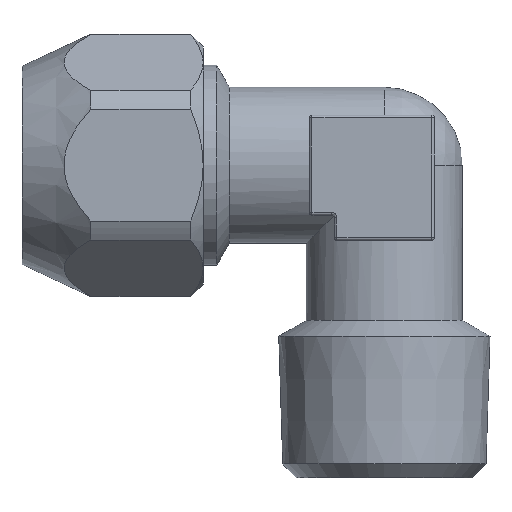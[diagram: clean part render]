
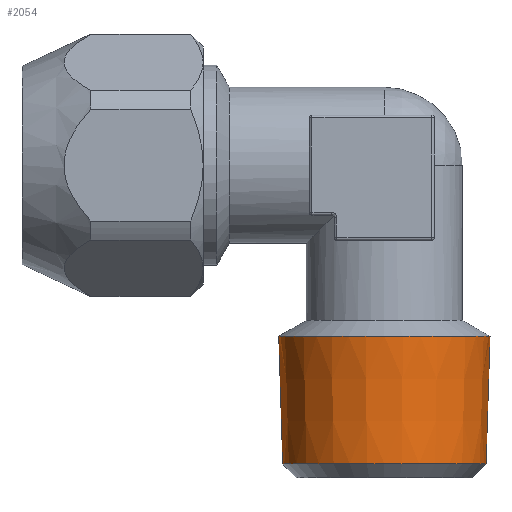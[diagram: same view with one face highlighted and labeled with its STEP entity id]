
A CAD part, top view. The second image highlights one B-rep face of the part: STEP entity #2054.
In plain terms, the highlighted conical face has half-angle 1.78 degrees and reference radius 8.294 mm.
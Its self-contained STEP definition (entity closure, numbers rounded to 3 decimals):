
#384=DIRECTION('',(-0.031,-1.,0.));
#385=VECTOR('',#384,10.221);
#386=CARTESIAN_POINT('',(8.453,-13.684,0.));
#387=LINE('',#386,#385);
#388=DIRECTION('',(0.031,-1.,0.));
#389=VECTOR('',#388,10.221);
#390=CARTESIAN_POINT('',(-8.453,-13.684,0.));
#391=LINE('',#390,#389);
#392=CARTESIAN_POINT('',(0.,-13.684,0.));
#393=DIRECTION('',(0.,-1.,0.));
#394=DIRECTION('',(1.,0.,0.));
#395=AXIS2_PLACEMENT_3D('',#392,#393,#394);
#410=CARTESIAN_POINT('',(0.,-23.9,0.));
#411=DIRECTION('',(0.,-1.,0.));
#412=DIRECTION('',(1.,0.,0.));
#413=AXIS2_PLACEMENT_3D('',#410,#411,#412);
#1534=CARTESIAN_POINT('',(8.135,-23.9,0.));
#1536=VERTEX_POINT('',#1534);
#1538=CARTESIAN_POINT('',(-8.135,-23.9,0.));
#1540=VERTEX_POINT('',#1538);
#1542=CARTESIAN_POINT('',(8.453,-13.684,0.));
#1543=CARTESIAN_POINT('',(-8.453,-13.684,0.));
#1544=VERTEX_POINT('',#1542);
#1545=VERTEX_POINT('',#1543);
#2041=CARTESIAN_POINT('',(0.,-18.792,0.));
#2042=DIRECTION('',(0.,1.,0.));
#2043=DIRECTION('',(1.,0.,0.));
#2044=AXIS2_PLACEMENT_3D('',#2041,#2042,#2043);
#2045=CONICAL_SURFACE('',#2044,8.294,1.78);
#2047=ORIENTED_EDGE('',*,*,#2046,.F.);
#2048=ORIENTED_EDGE('',*,*,#2036,.T.);
#2050=ORIENTED_EDGE('',*,*,#2049,.T.);
#2051=ORIENTED_EDGE('',*,*,#2032,.F.);
#2052=EDGE_LOOP('',(#2047,#2048,#2050,#2051));
#2053=FACE_OUTER_BOUND('',#2052,.F.);
#2054=ADVANCED_FACE('',(#2053),#2045,.T.);
#396=CIRCLE('',#395,8.453);
#414=CIRCLE('',#413,8.135);
#2032=EDGE_CURVE('',#1545,#1540,#391,.T.);
#2036=EDGE_CURVE('',#1544,#1536,#387,.T.);
#2046=EDGE_CURVE('',#1544,#1545,#396,.T.);
#2049=EDGE_CURVE('',#1536,#1540,#414,.T.);
